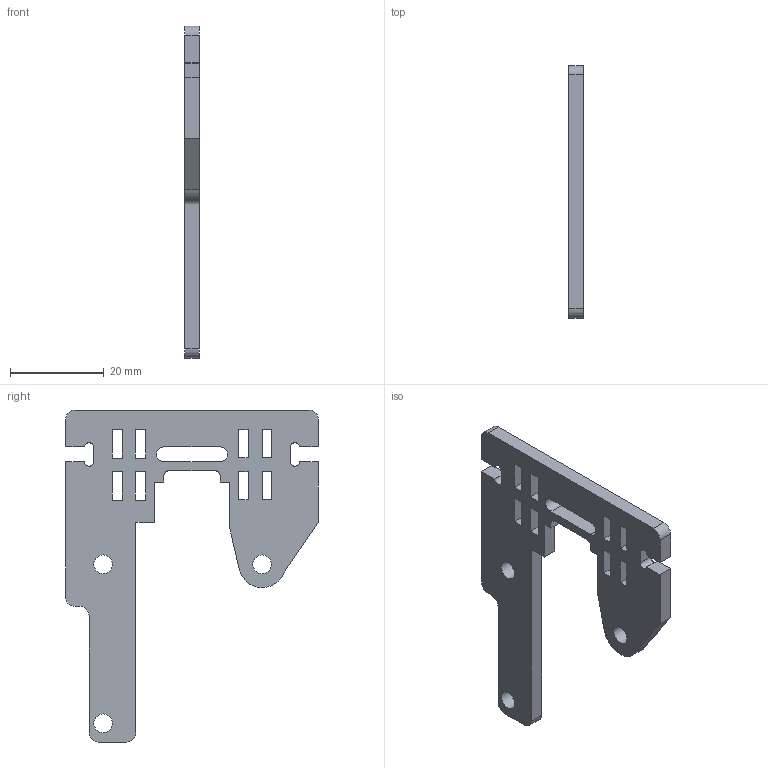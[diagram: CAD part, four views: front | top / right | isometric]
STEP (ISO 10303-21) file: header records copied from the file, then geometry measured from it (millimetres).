
FILE_DESCRIPTION(/* description */ (''),/* implementation_level */ '2;1');
FILE_NAME(/* name */ '8inch_Right v5.step',/* time_stamp */ '2020-06-01T13:18:38-05:00',/* author */ (''),/* organization */ (''),/* preprocessor_version */ 'ST-DEVELOPER v18.1',/* originating_system */ 'Autodesk Translation Framework v9.3.0.1241',/* authorisation */ '');
FILE_SCHEMA (('AUTOMOTIVE_DESIGN { 1 0 10303 214 3 1 1 }'));
Length unit declared in the file: millimetre
Products named in the file (1): Hemera Mount 1/8inch_Right
Bounding box: 3.17 x 54 x 71 mm (x, y, z)
Volume: 5184.1 mm3; surface area: 4897.2 mm2
Topology: 1 solids, 1 shells, 79 faces, 231 edges, 154 vertices
Faces by surface type: plane 61, cylinder 18
Full cylindrical faces by diameter (mm): 4 x3
Entity records: 2689 total; most frequent: CARTESIAN_POINT 465, ORIENTED_EDGE 462, DIRECTION 427, EDGE_CURVE 231, LINE 195, VECTOR 195, VERTEX_POINT 154, AXIS2_PLACEMENT_3D 116
